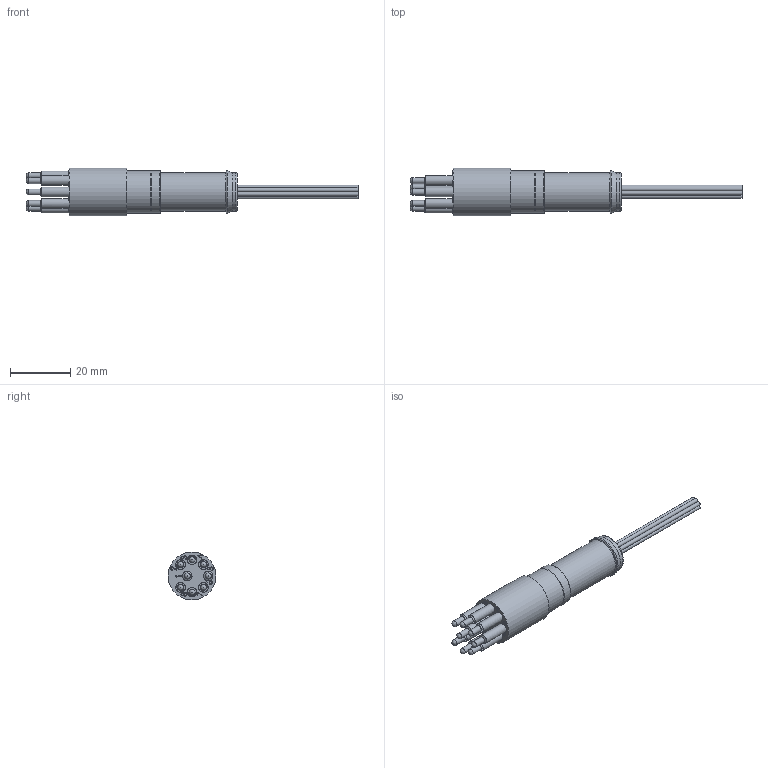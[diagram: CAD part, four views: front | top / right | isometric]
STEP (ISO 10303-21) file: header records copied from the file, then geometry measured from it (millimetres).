
FILE_DESCRIPTION(/* description */ (''),/* implementation_level */ '2;1');
FILE_NAME(/* name */ 'MCPBOF8M.stp',/* time_stamp */ '2022-03-04T10:55:18+01:00',/* author */ ('sh'),/* organization */ (''),/* preprocessor_version */ 'ST-DEVELOPER v17.2',/* originating_system */ 'Autodesk Inventor 2019',/* authorisation */ '');
FILE_SCHEMA (('AUTOMOTIVE_DESIGN { 1 0 10303 214 3 1 1 }'));
Length unit declared in the file: millimetre
Products named in the file (1): 01008900
Bounding box: 109.86 x 15.88 x 15.88 mm (x, y, z)
Volume: 9863.6 mm3; surface area: 6119.9 mm2
Topology: 1 solids, 1 shells, 199 faces, 527 edges, 370 vertices
Faces by surface type: plane 85, bspline 62, cylinder 37, cone 9, torus 6
Full cylindrical faces by diameter (mm): 1.321 x8, 1.986 x8, 2.007 x8, 3.175 x8, 12.7 x2, 13.97 x2, 15.875 x1
Entity records: 9737 total; most frequent: CARTESIAN_POINT 4615, ORIENTED_EDGE 1054, DIRECTION 885, EDGE_CURVE 527, VERTEX_POINT 370, AXIS2_PLACEMENT_3D 328, EDGE_LOOP 239, LINE 229
